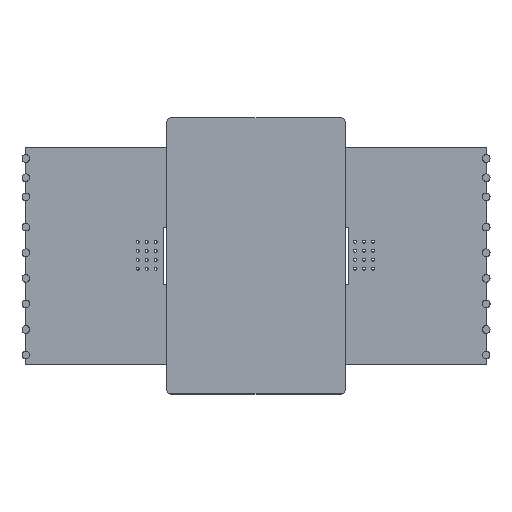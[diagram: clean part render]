
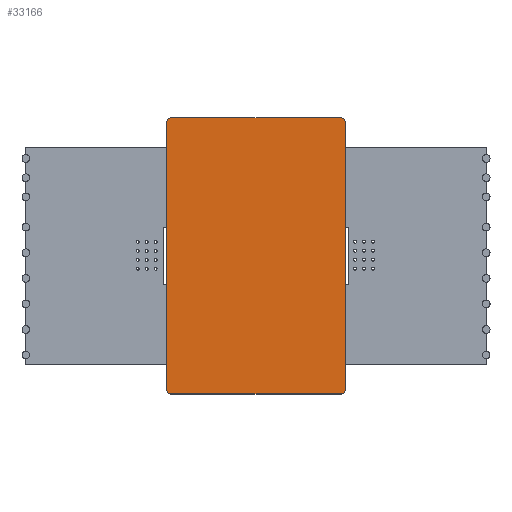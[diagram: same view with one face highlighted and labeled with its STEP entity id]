
A CAD part, top view. The second image highlights one B-rep face of the part: STEP entity #33166.
In plain terms, the highlighted planar face has unit normal (0, 0, 1).
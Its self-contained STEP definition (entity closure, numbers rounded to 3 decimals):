
#1200 = DIRECTION ( 'NONE',  ( 0., 0., 1. ) ) ;
#4001 = DIRECTION ( 'NONE',  ( 0., 1., 0. ) ) ;
#4198 = DIRECTION ( 'NONE',  ( 0., 1., 0. ) ) ;
#4705 = CARTESIAN_POINT ( 'NONE',  ( -13.79, -21.293, 85.55 ) ) ;
#4840 = CIRCLE ( 'NONE', #23965, 0.64 ) ;
#5228 = VERTEX_POINT ( 'NONE', #41355 ) ;
#5452 = EDGE_CURVE ( 'NONE', #5228, #38365, #7374, .T. ) ;
#5971 = ORIENTED_EDGE ( 'NONE', *, *, #5452, .T. ) ;
#6503 = CARTESIAN_POINT ( 'NONE',  ( 12.83, -21.293, 85.55 ) ) ;
#6681 = CIRCLE ( 'NONE', #32236, 0.64 ) ;
#7172 = LINE ( 'NONE', #13858, #29642 ) ;
#7374 = CIRCLE ( 'NONE', #36344, 0.64 ) ;
#7888 = DIRECTION ( 'NONE',  ( 0., 0., 1. ) ) ;
#8411 = CIRCLE ( 'NONE', #16801, 0.64 ) ;
#9191 = VECTOR ( 'NONE', #14499, 1000. ) ;
#9574 = VERTEX_POINT ( 'NONE', #26564 ) ;
#10703 = LINE ( 'NONE', #38871, #9191 ) ;
#11426 = ORIENTED_EDGE ( 'NONE', *, *, #12731, .T. ) ;
#11474 = VERTEX_POINT ( 'NONE', #29052 ) ;
#12024 = EDGE_LOOP ( 'NONE', ( #22181, #14221, #35374, #11426, #36377, #12093, #30644, #5971 ) ) ;
#12093 = ORIENTED_EDGE ( 'NONE', *, *, #42649, .T. ) ;
#12517 = PLANE ( 'NONE',  #38452 ) ;
#12731 = EDGE_CURVE ( 'NONE', #9574, #24836, #6681, .T. ) ;
#12756 = VECTOR ( 'NONE', #40366, 1000. ) ;
#12809 = DIRECTION ( 'NONE',  ( 0., 0., 1. ) ) ;
#13858 = CARTESIAN_POINT ( 'NONE',  ( 13.47, 21.267, 85.55 ) ) ;
#14144 = VERTEX_POINT ( 'NONE', #33923 ) ;
#14221 = ORIENTED_EDGE ( 'NONE', *, *, #21469, .T. ) ;
#14335 = CARTESIAN_POINT ( 'NONE',  ( -14.43, 20.627, 85.55 ) ) ;
#14499 = DIRECTION ( 'NONE',  ( 1., 0., 0. ) ) ;
#14949 = CARTESIAN_POINT ( 'NONE',  ( 12.83, 20.627, 85.55 ) ) ;
#15317 = CARTESIAN_POINT ( 'NONE',  ( 13.47, 20.627, 85.55 ) ) ;
#16071 = CARTESIAN_POINT ( 'NONE',  ( -0.48, -0.333, 85.55 ) ) ;
#16801 = AXIS2_PLACEMENT_3D ( 'NONE', #4705, #1200, #27951 ) ;
#17195 = CARTESIAN_POINT ( 'NONE',  ( -14.43, 21.267, 85.55 ) ) ;
#20771 = EDGE_CURVE ( 'NONE', #9574, #11474, #10703, .T. ) ;
#21334 = DIRECTION ( 'NONE',  ( 0., 1., 0. ) ) ;
#21409 = VERTEX_POINT ( 'NONE', #37296 ) ;
#21469 = EDGE_CURVE ( 'NONE', #30129, #11474, #4840, .T. ) ;
#22181 = ORIENTED_EDGE ( 'NONE', *, *, #41050, .F. ) ;
#23965 = AXIS2_PLACEMENT_3D ( 'NONE', #14949, #7888, #21334 ) ;
#24192 = DIRECTION ( 'NONE',  ( 0., 0., 1. ) ) ;
#24372 = VECTOR ( 'NONE', #4001, 1000. ) ;
#24836 = VERTEX_POINT ( 'NONE', #14335 ) ;
#26564 = CARTESIAN_POINT ( 'NONE',  ( -13.79, 21.267, 85.55 ) ) ;
#27951 = DIRECTION ( 'NONE',  ( 0., 1., 0. ) ) ;
#29052 = CARTESIAN_POINT ( 'NONE',  ( 12.83, 21.267, 85.55 ) ) ;
#29412 = EDGE_CURVE ( 'NONE', #5228, #21409, #34758, .T. ) ;
#29614 = LINE ( 'NONE', #17195, #24372 ) ;
#29642 = VECTOR ( 'NONE', #36957, 1000. ) ;
#30129 = VERTEX_POINT ( 'NONE', #15317 ) ;
#30529 = EDGE_CURVE ( 'NONE', #14144, #24836, #29614, .T. ) ;
#30644 = ORIENTED_EDGE ( 'NONE', *, *, #29412, .F. ) ;
#32236 = AXIS2_PLACEMENT_3D ( 'NONE', #37668, #24192, #4198 ) ;
#32631 = FACE_OUTER_BOUND ( 'NONE', #12024, .T. ) ;
#33166 = ADVANCED_FACE ( 'NONE', ( #32631 ), #12517, .T. ) ;
#33269 = DIRECTION ( 'NONE',  ( 0., 0., 1. ) ) ;
#33923 = CARTESIAN_POINT ( 'NONE',  ( -14.43, -21.293, 85.55 ) ) ;
#34758 = LINE ( 'NONE', #40511, #12756 ) ;
#35374 = ORIENTED_EDGE ( 'NONE', *, *, #20771, .F. ) ;
#36344 = AXIS2_PLACEMENT_3D ( 'NONE', #6503, #33269, #36650 ) ;
#36377 = ORIENTED_EDGE ( 'NONE', *, *, #30529, .F. ) ;
#36650 = DIRECTION ( 'NONE',  ( 0., 1., 0. ) ) ;
#36957 = DIRECTION ( 'NONE',  ( 0., -1., 0. ) ) ;
#37296 = CARTESIAN_POINT ( 'NONE',  ( -13.79, -21.933, 85.55 ) ) ;
#37668 = CARTESIAN_POINT ( 'NONE',  ( -13.79, 20.627, 85.55 ) ) ;
#38365 = VERTEX_POINT ( 'NONE', #41484 ) ;
#38452 = AXIS2_PLACEMENT_3D ( 'NONE', #16071, #12809, #43069 ) ;
#38871 = CARTESIAN_POINT ( 'NONE',  ( 13.47, 21.267, 85.55 ) ) ;
#40366 = DIRECTION ( 'NONE',  ( -1., 0., 0. ) ) ;
#40511 = CARTESIAN_POINT ( 'NONE',  ( 13.47, -21.933, 85.55 ) ) ;
#41050 = EDGE_CURVE ( 'NONE', #30129, #38365, #7172, .T. ) ;
#41355 = CARTESIAN_POINT ( 'NONE',  ( 12.83, -21.933, 85.55 ) ) ;
#41484 = CARTESIAN_POINT ( 'NONE',  ( 13.47, -21.293, 85.55 ) ) ;
#42649 = EDGE_CURVE ( 'NONE', #14144, #21409, #8411, .T. ) ;
#43069 = DIRECTION ( 'NONE',  ( 0., 1., 0. ) ) ;
